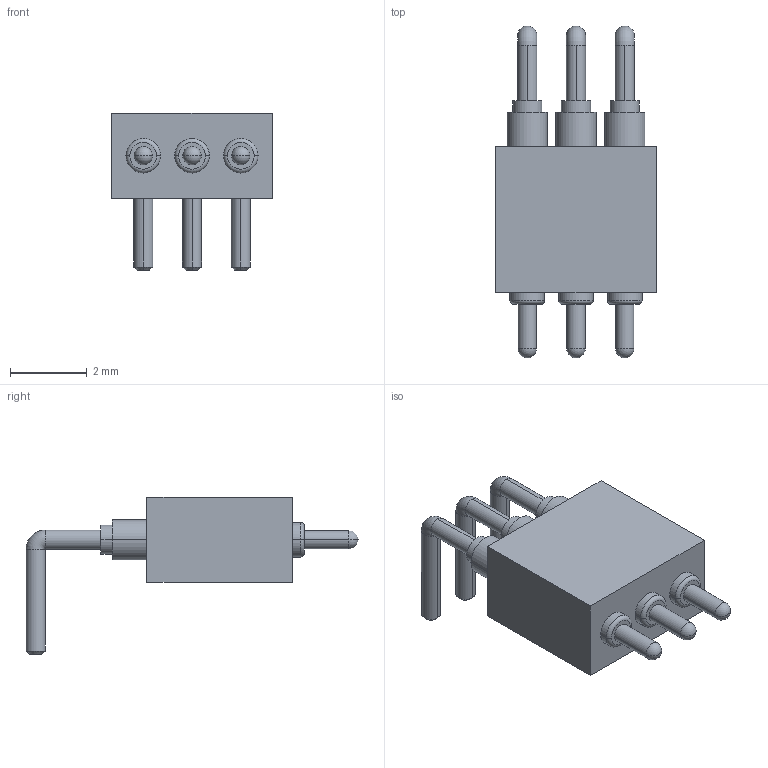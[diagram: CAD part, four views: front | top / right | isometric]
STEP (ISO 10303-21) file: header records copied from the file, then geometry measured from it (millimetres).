
FILE_DESCRIPTION (( 'STEP AP203' ), '1' );
FILE_NAME ('CFE Pogo Pin Asembly.STEP', '2021-03-01T15:49:29', ( '' ), ( '' ), 'SwSTEP 2.0', 'SolidWorks 2020', '' );
FILE_SCHEMA (( 'CONFIG_CONTROL_DESIGN' ));
Length unit declared in the file: millimetre
Products named in the file (3): CFE Pogo Pin Asembly; CFE Luis Pin; CFE Luis Pogo Housing
Assembly tree (4 placements, depth 2):
  CFE Pogo Pin Asembly
    CFE Luis Pogo Housing
    CFE Luis Pin  x3
Bounding box: 4.19 x 8.65 x 4.11 mm (x, y, z)
Volume: 42 mm3; surface area: 173.5 mm2
Topology: 4 solids, 4 shells, 84 faces, 186 edges, 110 vertices
Faces by surface type: cylinder 42, plane 21, torus 9, sphere 6, cone 6
Entity records: 1361 total; most frequent: DIRECTION 206, CARTESIAN_POINT 167, ORIENTED_EDGE 152, AXIS2_PLACEMENT_3D 87, EDGE_CURVE 76, VERTEX_POINT 48, EDGE_LOOP 46, CIRCLE 44
